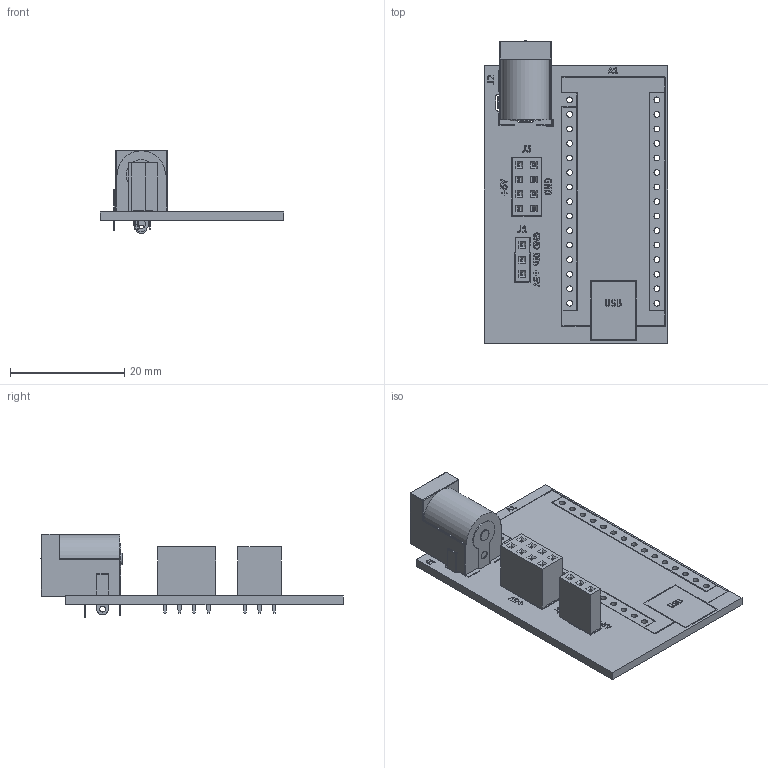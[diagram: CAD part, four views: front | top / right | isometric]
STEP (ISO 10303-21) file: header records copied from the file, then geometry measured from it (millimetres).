
FILE_DESCRIPTION(('KiCad electronic assembly'),'2;1');
FILE_NAME('LED_Matrix_Schem.step','2025-11-09T20:04:07',('Pcbnew'),( 'Kicad'),'Open CASCADE STEP processor 7.9','KiCad to STEP converter' ,'Unknown');
FILE_SCHEMA(('AUTOMOTIVE_DESIGN { 1 0 10303 214 1 1 1 1 }'));
Length unit declared in the file: millimetre
Products named in the file (6): LED_Matrix_Schem 1; PinSocket_1x03_P2.54mm_Vertical; BarrelJack_Horizontal; PinSocket_2x04_P2.54mm_Vertical; LED_Matrix_Schem_silkscreen; LED_Matrix_Schem_PCB
Assembly tree (5 placements, depth 2):
  LED_Matrix_Schem 1
    PinSocket_1x03_P2.54mm_Vertical
    BarrelJack_Horizontal
    PinSocket_2x04_P2.54mm_Vertical
    LED_Matrix_Schem_silkscreen
    LED_Matrix_Schem_PCB
Bounding box: 32 x 52.87 x 14.6 mm (x, y, z)
Volume: 3553.5 mm3; surface area: 5866.8 mm2
Topology: 8 solids, 43 shells, 475 faces, 1717 edges, 1313 vertices
Faces by surface type: plane 397, cylinder 71, sphere 5, extrusion 2
Full cylindrical faces by diameter (mm): 1 x43, 1.5 x2, 2 x2, 6.3 x1
Entity records: 23055 total; most frequent: CARTESIAN_POINT 3525, DIRECTION 2979, ORIENTED_EDGE 2842, EDGE_CURVE 1712, VECTOR 1397, LINE 1395, VERTEX_POINT 1313, AXIS2_PLACEMENT_3D 791
